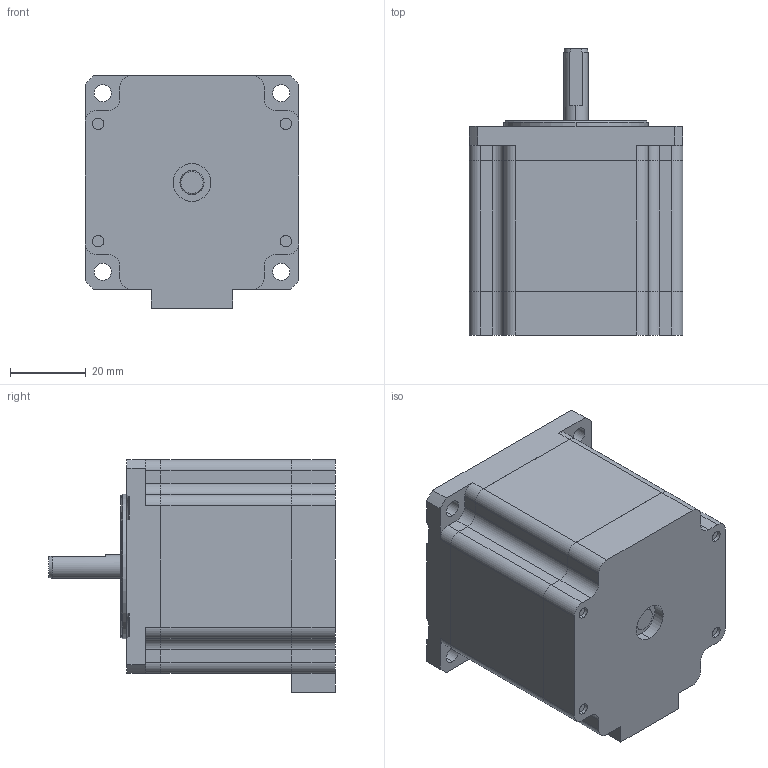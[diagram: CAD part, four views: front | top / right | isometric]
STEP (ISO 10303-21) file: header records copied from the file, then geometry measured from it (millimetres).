
FILE_DESCRIPTION (( 'STEP AP214' ), '1' );
FILE_NAME ('ML23HA8P.STEP', '2016-06-21T03:26:44', ( '' ), ( '' ), 'SwSTEP 2.0', 'SolidWorks 2012', '' );
FILE_SCHEMA (( 'AUTOMOTIVE_DESIGN' ));
Length unit declared in the file: millimetre
Products named in the file (1): ML23HA8P
Bounding box: 56.4 x 75.6 x 61.4 mm (x, y, z)
Volume: 158116.6 mm3; surface area: 27314.6 mm2
Topology: 2 solids, 2 shells, 509 faces, 1299 edges, 806 vertices
Faces by surface type: plane 264, cylinder 122, torus 56, bspline 40, cone 27
Entity records: 22031 total; most frequent: CARTESIAN_POINT 4811, ORIENTED_EDGE 2550, DIRECTION 2504, EDGE_CURVE 1275, AXIS2_PLACEMENT_3D 859, VERTEX_POINT 806, VECTOR 786, LINE 786
